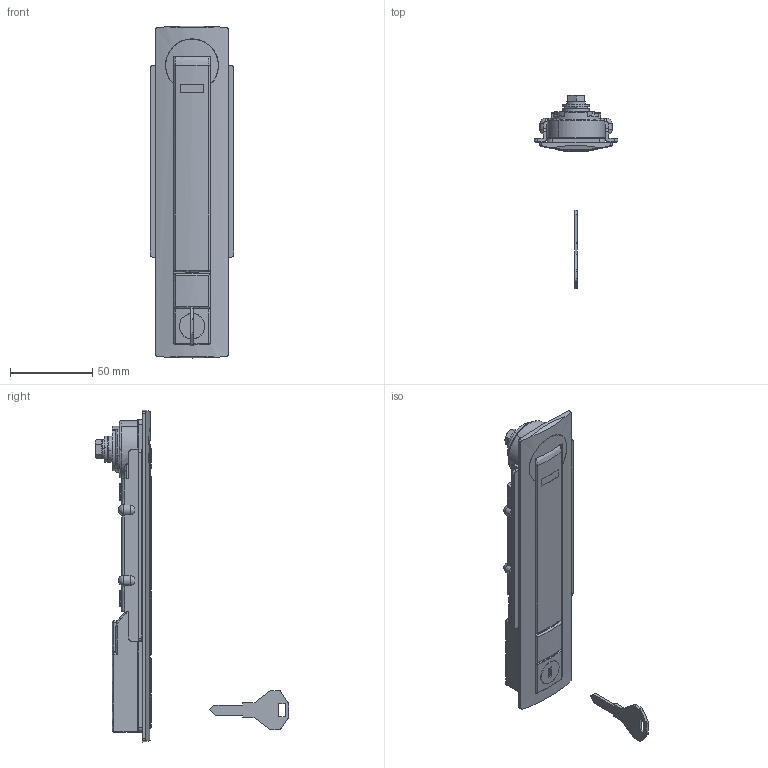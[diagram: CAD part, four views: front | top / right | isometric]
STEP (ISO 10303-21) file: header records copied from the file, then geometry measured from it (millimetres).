
FILE_DESCRIPTION((''),'2;1');
FILE_NAME('','2005-10-12T11:37:39',(''),(''),'','CADfix','');
FILE_SCHEMA(('AUTOMOTIVE_DESIGN'));
Length unit declared in the file: millimetre
Products named in the file (14): screw; washer_B; washer_A; stopper; shaft; lock; key; handle; bracket; bouton; bolt; body; base; THA_416_1K_27171_36
Assembly tree (14 placements, depth 2):
  THA_416_1K_27171_36
    screw  x2
    washer_B
    washer_A
    stopper
    shaft
    lock
    key
    handle
    bracket
    bouton
    bolt
    body
    base
Bounding box: 51 x 117.69 x 202.4 mm (x, y, z)
Volume: 137545.4 mm3; surface area: 71872.8 mm2
Topology: 14 solids, 14 shells, 501 faces, 1385 edges, 926 vertices
Faces by surface type: bspline 501
Entity records: 17223 total; most frequent: CARTESIAN_POINT 9476, ORIENTED_EDGE 2604, EDGE_CURVE 1302, VERTEX_POINT 873, QUASI_UNIFORM_CURVE 726, EDGE_LOOP 517, FACE_OUTER_BOUND 474, ADVANCED_FACE 474
